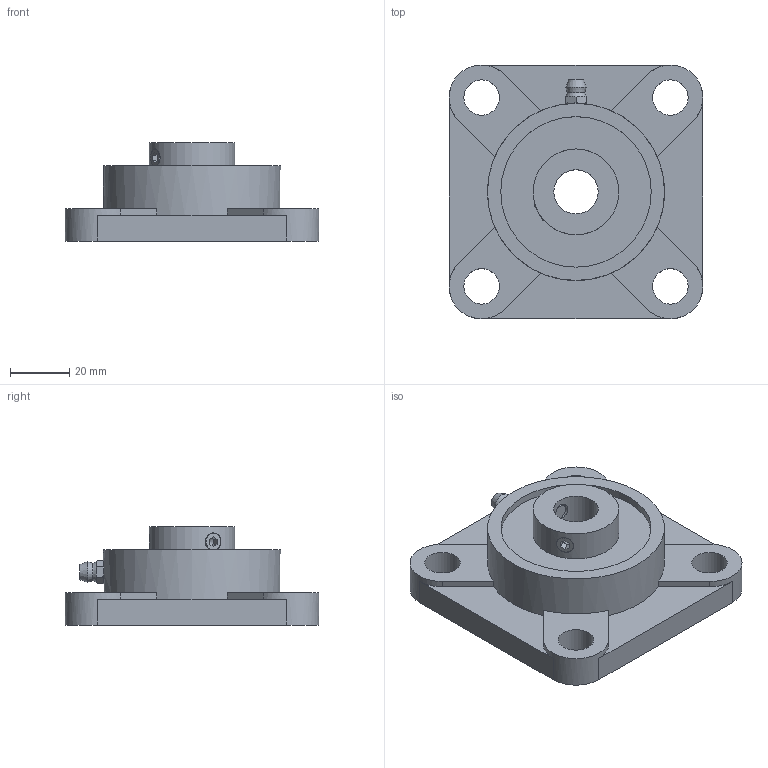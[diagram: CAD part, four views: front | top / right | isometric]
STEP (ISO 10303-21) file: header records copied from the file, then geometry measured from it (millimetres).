
FILE_DESCRIPTION( ( 'STEP AP214' ), ' ' );
FILE_NAME( 'UCF202J.stp', '2018-05-30T06:26:59', ( '' ), ( '' ), ' ', 'PARTsolutions', ' ' );
FILE_SCHEMA( ( 'AUTOMOTIVE_DESIGN { 1 0 10303 214 1 1 1 1 }' ) );
Length unit declared in the file: millimetre
Products named in the file (2): UCF202J; _UCF202D-Housing
Assembly tree (1 placements, depth 2):
  UCF202J
    _UCF202D-Housing
Bounding box: 86 x 86 x 33.3 mm (x, y, z)
Volume: 93446.6 mm3; surface area: 25894.8 mm2
Topology: 1 solids, 1 shells, 105 faces, 255 edges, 162 vertices
Faces by surface type: plane 54, cylinder 30, cone 19, torus 2
Full cylindrical faces by diameter (mm): 6 x2, 12 x4, 15 x1, 29.06 x2, 48 x1, 51 x1, 60 x1
Entity records: 4190 total; most frequent: CARTESIAN_POINT 1001, DIRECTION 472, ORIENTED_EDGE 448, EDGE_CURVE 224, AXIS2_PLACEMENT_3D 189, VERTEX_POINT 154, EDGE_LOOP 146, FACE_OUTER_BOUND 119
